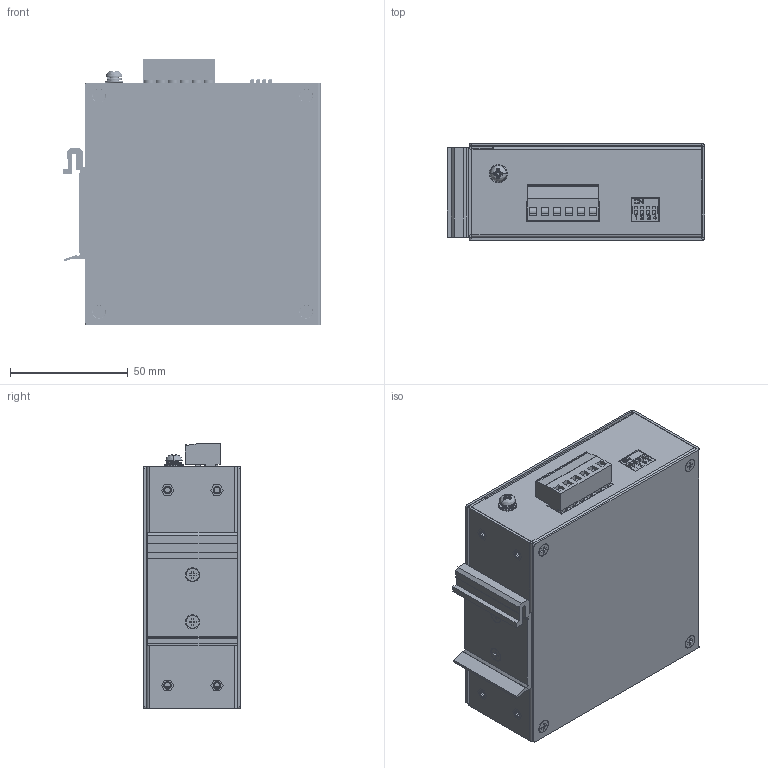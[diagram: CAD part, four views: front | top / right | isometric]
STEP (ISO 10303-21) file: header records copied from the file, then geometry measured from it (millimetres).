
FILE_DESCRIPTION((''),'2;1');
FILE_NAME('8PORT_ASM','2023-05-29T',('LQ'),(''),'PRO/ENGINEER BY PARAMETRIC TECHNOLOGY CORPORATION, 2015240','PRO/ENGINEER BY PARAMETRIC TECHNOLOGY CORPORATION, 2015240','');
FILE_SCHEMA(('AUTOMOTIVE_DESIGN { 1 0 10303 214 1 1 1 1 }'));
Products named in the file (17): 8PORT_2; 8PORT_1; PCBA_8PORT; RJ452X4; 6913175100-PHEONIX1X6C; RESET1X4_10A; LED-A1844-2B-2YGWA; PCBA_8PORT_ASM; 5_08_6P-DUAN-ZIA1; HUAGUI1; LZ_6; LZ_15A; RW-M4X8MMA; KM3X8_GB819_STPA; LZ_15A_4; RW-M3X6A; 8PORT_ASM
Assembly tree (47 placements, depth 3):
  8PORT_ASM
    8PORT_2
    8PORT_1
    PCBA_8PORT_ASM
      PCBA_8PORT
      RJ452X4
      6913175100-PHEONIX1X6C
      RESET1X4_10A
      LED-A1844-2B-2YGWA
    5_08_6P-DUAN-ZIA1
    HUAGUI1
    LZ_6  x4
    LZ_15A  x15
    RW-M4X8MMA
    KM3X8_GB819_STPA  x12
    LZ_15A_4
    RW-M3X6A  x4
Bounding box: 109.6 x 41 x 113 mm (x, y, z)
Volume: 103069.1 mm3; surface area: 152073.5 mm2
Topology: 56 solids, 76 shells, 3898 faces, 12471 edges, 9014 vertices
Faces by surface type: plane 2258, cylinder 1002, bspline 426, sphere 88, cone 54, torus 54, extrusion 16
Entity records: 147278 total; most frequent: CARTESIAN_POINT 33986, DIRECTION 16614, ORIENTED_EDGE 14336, PRESENTATION_STYLE_ASSIGNMENT 8960, STYLED_ITEM 8722, CURVE_STYLE 8682, VECTOR 8132, LINE 8116
